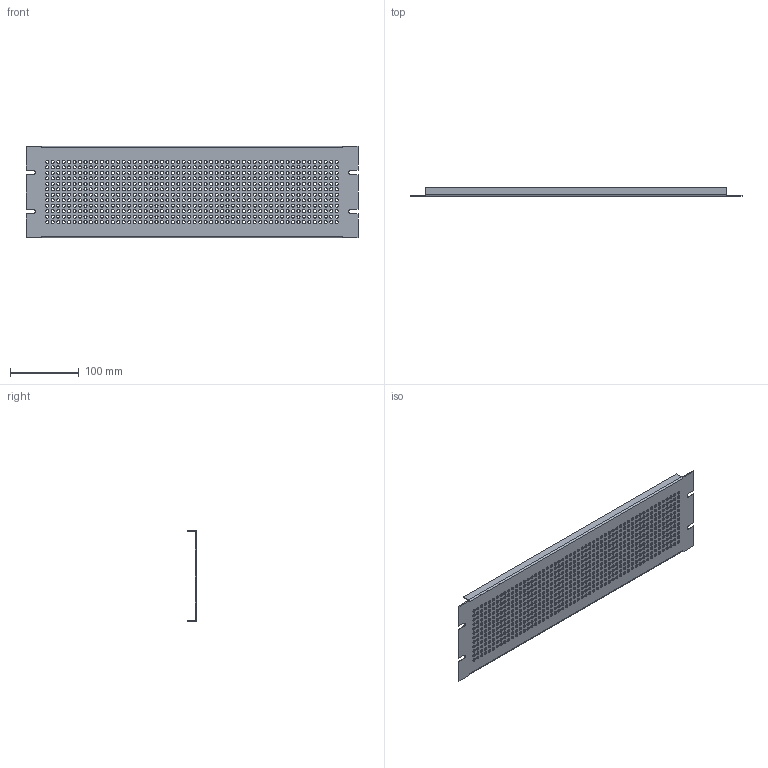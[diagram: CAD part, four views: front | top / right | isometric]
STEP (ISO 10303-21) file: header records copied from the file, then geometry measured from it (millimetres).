
FILE_DESCRIPTION (( 'STEP AP203' ), '1' );
FILE_NAME ('PPFS19005LG2.step', '2020-11-11T19:09:27', ( 'ADC123' ), ( 'Microsoft' ), 'SwSTEP 2.0', 'SolidWorks 2019', '' );
FILE_SCHEMA (( 'CONFIG_CONTROL_DESIGN' ));
Length unit declared in the file: inch
Products named in the file (1): PPFS19005LG2
Bounding box: 482.6 x 12.7 x 132.54 mm (x, y, z)
Volume: 90721.2 mm3; surface area: 140582 mm2
Topology: 1 solids, 1 shells, 694 faces, 2068 edges, 1376 vertices
Faces by surface type: cylinder 656, plane 38
Full cylindrical faces by diameter (mm): 4.496 x648
Entity records: 23531 total; most frequent: DIRECTION 4122, CARTESIAN_POINT 3491, ORIENTED_EDGE 2840, EDGE_LOOP 2638, AXIS2_PLACEMENT_3D 2007, EDGE_CURVE 1420, VERTEX_POINT 1376, FACE_OUTER_BOUND 1342
